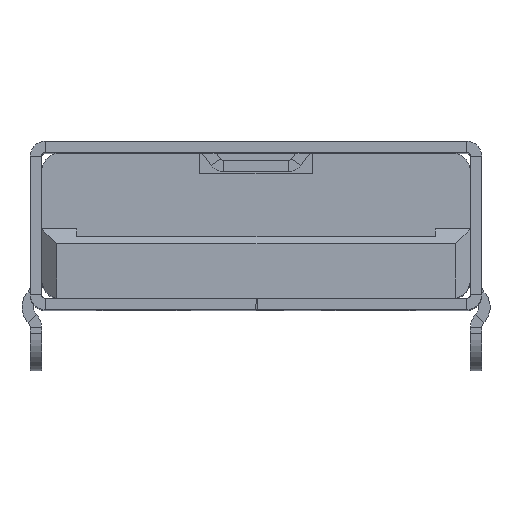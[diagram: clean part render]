
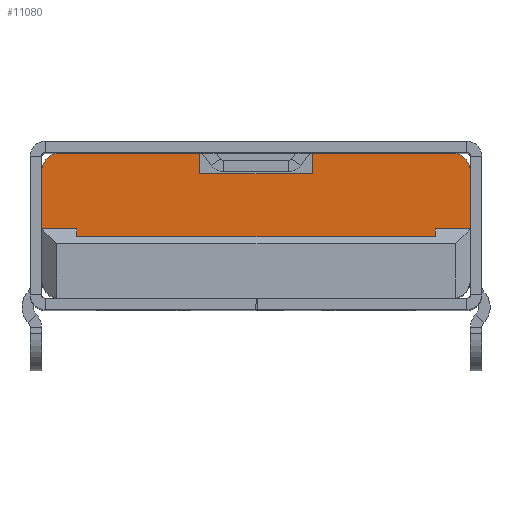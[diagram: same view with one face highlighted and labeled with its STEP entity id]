
A CAD part, top view. The second image highlights one B-rep face of the part: STEP entity #11080.
In plain terms, the highlighted planar face has unit normal (0, 0, 1).
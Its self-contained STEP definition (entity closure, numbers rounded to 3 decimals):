
#54 = DIRECTION ( 'NONE',  ( -1., 0., 0. ) ) ;
#59 = DIRECTION ( 'NONE',  ( 1., 0., 0. ) ) ;
#121 = ORIENTED_EDGE ( 'NONE', *, *, #10581, .F. ) ;
#149 = DIRECTION ( 'NONE',  ( 1., 0., 0. ) ) ;
#190 = ORIENTED_EDGE ( 'NONE', *, *, #10155, .T. ) ;
#347 = LINE ( 'NONE', #7646, #614 ) ;
#464 = PLANE ( 'NONE',  #7459 ) ;
#474 = DIRECTION ( 'NONE',  ( -1., 0., 0. ) ) ;
#512 = VECTOR ( 'NONE', #474, 1000. ) ;
#529 = VERTEX_POINT ( 'NONE', #9135 ) ;
#581 = CARTESIAN_POINT ( 'NONE',  ( 4.788, -0.09, -8.938 ) ) ;
#583 = VERTEX_POINT ( 'NONE', #581 ) ;
#614 = VECTOR ( 'NONE', #3395, 1000. ) ;
#705 = DIRECTION ( 'NONE',  ( 1., 0., 0. ) ) ;
#902 = CARTESIAN_POINT ( 'NONE',  ( 0., 1.95, -8.938 ) ) ;
#915 = VECTOR ( 'NONE', #10144, 1000. ) ;
#1011 = VERTEX_POINT ( 'NONE', #6094 ) ;
#1029 = VECTOR ( 'NONE', #8150, 1000. ) ;
#1099 = LINE ( 'NONE', #10284, #8249 ) ;
#1259 = CARTESIAN_POINT ( 'NONE',  ( -5.225, 1.95, -8.938 ) ) ;
#1279 = VECTOR ( 'NONE', #59, 1000. ) ;
#1419 = ORIENTED_EDGE ( 'NONE', *, *, #4528, .F. ) ;
#1456 = LINE ( 'NONE', #5633, #512 ) ;
#1661 = ORIENTED_EDGE ( 'NONE', *, *, #2348, .F. ) ;
#1845 = AXIS2_PLACEMENT_3D ( 'NONE', #11056, #4022, #705 ) ;
#1968 = VECTOR ( 'NONE', #8280, 1000. ) ;
#2043 = VERTEX_POINT ( 'NONE', #3028 ) ;
#2124 = DIRECTION ( 'NONE',  ( -1., 0., 0. ) ) ;
#2294 = CARTESIAN_POINT ( 'NONE',  ( 1.5, 1.95, -8.938 ) ) ;
#2348 = EDGE_CURVE ( 'NONE', #583, #8842, #5125, .T. ) ;
#2543 = DIRECTION ( 'NONE',  ( 0., -1., 0. ) ) ;
#2608 = ORIENTED_EDGE ( 'NONE', *, *, #2846, .F. ) ;
#2673 = CARTESIAN_POINT ( 'NONE',  ( 1.5, 1.4, -8.938 ) ) ;
#2846 = EDGE_CURVE ( 'NONE', #9465, #7959, #8351, .T. ) ;
#2848 = ORIENTED_EDGE ( 'NONE', *, *, #5378, .F. ) ;
#2974 = CARTESIAN_POINT ( 'NONE',  ( 4.788, -0.295, -8.938 ) ) ;
#2999 = CARTESIAN_POINT ( 'NONE',  ( 0., 1.95, -8.938 ) ) ;
#3028 = CARTESIAN_POINT ( 'NONE',  ( -5.725, -0.09, -8.938 ) ) ;
#3075 = ORIENTED_EDGE ( 'NONE', *, *, #7695, .F. ) ;
#3114 = LINE ( 'NONE', #902, #7686 ) ;
#3204 = LINE ( 'NONE', #9266, #915 ) ;
#3351 = EDGE_CURVE ( 'NONE', #2043, #9720, #4833, .T. ) ;
#3380 = VECTOR ( 'NONE', #2543, 1000. ) ;
#3395 = DIRECTION ( 'NONE',  ( 0., -1., 0. ) ) ;
#3431 = CARTESIAN_POINT ( 'NONE',  ( -4.788, -0.09, -8.938 ) ) ;
#3590 = EDGE_CURVE ( 'NONE', #9720, #1011, #3204, .T. ) ;
#3639 = CARTESIAN_POINT ( 'NONE',  ( -1.5, 1.4, -8.938 ) ) ;
#3694 = FACE_OUTER_BOUND ( 'NONE', #5191, .T. ) ;
#3755 = CARTESIAN_POINT ( 'NONE',  ( -5.725, -0.09, -8.938 ) ) ;
#4022 = DIRECTION ( 'NONE',  ( 0., 0., -1. ) ) ;
#4270 = DIRECTION ( 'NONE',  ( 0., 0., 1. ) ) ;
#4501 = LINE ( 'NONE', #6842, #1279 ) ;
#4528 = EDGE_CURVE ( 'NONE', #8842, #1011, #9942, .T. ) ;
#4538 = AXIS2_PLACEMENT_3D ( 'NONE', #11127, #4270, #54 ) ;
#4678 = ORIENTED_EDGE ( 'NONE', *, *, #9072, .T. ) ;
#4833 = LINE ( 'NONE', #3755, #8891 ) ;
#4943 = DIRECTION ( 'NONE',  ( 0., 1., 0. ) ) ;
#5125 = LINE ( 'NONE', #6901, #3380 ) ;
#5191 = EDGE_LOOP ( 'NONE', ( #2848, #5443, #8921, #4678, #190, #6373, #9102, #1419, #1661, #5569, #9175, #2608, #3075, #121 ) ) ;
#5273 = LINE ( 'NONE', #10715, #10148 ) ;
#5378 = EDGE_CURVE ( 'NONE', #10859, #10797, #4501, .T. ) ;
#5443 = ORIENTED_EDGE ( 'NONE', *, *, #6971, .T. ) ;
#5539 = CARTESIAN_POINT ( 'NONE',  ( 4.788, -0.295, -8.938 ) ) ;
#5569 = ORIENTED_EDGE ( 'NONE', *, *, #9896, .F. ) ;
#5604 = VECTOR ( 'NONE', #2124, 1000. ) ;
#5633 = CARTESIAN_POINT ( 'NONE',  ( 0., 1.95, -8.938 ) ) ;
#5940 = CARTESIAN_POINT ( 'NONE',  ( 1.5, 1.95, -8.938 ) ) ;
#6094 = CARTESIAN_POINT ( 'NONE',  ( -4.788, -0.295, -8.938 ) ) ;
#6291 = CIRCLE ( 'NONE', #4538, 0.5 ) ;
#6373 = ORIENTED_EDGE ( 'NONE', *, *, #3351, .T. ) ;
#6743 = EDGE_CURVE ( 'NONE', #7959, #10561, #5273, .T. ) ;
#6842 = CARTESIAN_POINT ( 'NONE',  ( 1.5, 1.4, -8.938 ) ) ;
#6901 = CARTESIAN_POINT ( 'NONE',  ( 4.788, -0.09, -8.938 ) ) ;
#6971 = EDGE_CURVE ( 'NONE', #10859, #529, #1099, .T. ) ;
#7317 = DIRECTION ( 'NONE',  ( 1., 0., 0. ) ) ;
#7339 = VERTEX_POINT ( 'NONE', #1259 ) ;
#7459 = AXIS2_PLACEMENT_3D ( 'NONE', #2999, #8235, #7317 ) ;
#7646 = CARTESIAN_POINT ( 'NONE',  ( -5.725, 1.95, -8.938 ) ) ;
#7686 = VECTOR ( 'NONE', #149, 1000. ) ;
#7695 = EDGE_CURVE ( 'NONE', #9634, #9465, #3114, .T. ) ;
#7959 = VERTEX_POINT ( 'NONE', #10800 ) ;
#8121 = DIRECTION ( 'NONE',  ( 0., -1., 0. ) ) ;
#8150 = DIRECTION ( 'NONE',  ( -1., 0., 0. ) ) ;
#8235 = DIRECTION ( 'NONE',  ( 0., 0., 1. ) ) ;
#8249 = VECTOR ( 'NONE', #4943, 1000. ) ;
#8280 = DIRECTION ( 'NONE',  ( 0., 1., 0. ) ) ;
#8351 = CIRCLE ( 'NONE', #1845, 0.5 ) ;
#8388 = CARTESIAN_POINT ( 'NONE',  ( 5.725, -0.09, -8.938 ) ) ;
#8842 = VERTEX_POINT ( 'NONE', #2974 ) ;
#8891 = VECTOR ( 'NONE', #8937, 1000. ) ;
#8921 = ORIENTED_EDGE ( 'NONE', *, *, #8922, .T. ) ;
#8922 = EDGE_CURVE ( 'NONE', #529, #7339, #1456, .T. ) ;
#8937 = DIRECTION ( 'NONE',  ( 1., 0., 0. ) ) ;
#8992 = LINE ( 'NONE', #9828, #5604 ) ;
#9072 = EDGE_CURVE ( 'NONE', #7339, #10113, #6291, .T. ) ;
#9102 = ORIENTED_EDGE ( 'NONE', *, *, #3590, .T. ) ;
#9135 = CARTESIAN_POINT ( 'NONE',  ( -1.5, 1.95, -8.938 ) ) ;
#9175 = ORIENTED_EDGE ( 'NONE', *, *, #6743, .F. ) ;
#9266 = CARTESIAN_POINT ( 'NONE',  ( -4.788, -0.09, -8.938 ) ) ;
#9465 = VERTEX_POINT ( 'NONE', #10016 ) ;
#9634 = VERTEX_POINT ( 'NONE', #5940 ) ;
#9720 = VERTEX_POINT ( 'NONE', #3431 ) ;
#9828 = CARTESIAN_POINT ( 'NONE',  ( 5.725, -0.09, -8.938 ) ) ;
#9896 = EDGE_CURVE ( 'NONE', #10561, #583, #8992, .T. ) ;
#9932 = LINE ( 'NONE', #2294, #1968 ) ;
#9942 = LINE ( 'NONE', #5539, #1029 ) ;
#10016 = CARTESIAN_POINT ( 'NONE',  ( 5.225, 1.95, -8.938 ) ) ;
#10113 = VERTEX_POINT ( 'NONE', #10197 ) ;
#10144 = DIRECTION ( 'NONE',  ( 0., -1., 0. ) ) ;
#10148 = VECTOR ( 'NONE', #8121, 1000. ) ;
#10155 = EDGE_CURVE ( 'NONE', #10113, #2043, #347, .T. ) ;
#10197 = CARTESIAN_POINT ( 'NONE',  ( -5.725, 1.45, -8.938 ) ) ;
#10284 = CARTESIAN_POINT ( 'NONE',  ( -1.5, 1.95, -8.938 ) ) ;
#10561 = VERTEX_POINT ( 'NONE', #8388 ) ;
#10581 = EDGE_CURVE ( 'NONE', #10797, #9634, #9932, .T. ) ;
#10715 = CARTESIAN_POINT ( 'NONE',  ( 5.725, 1.95, -8.938 ) ) ;
#10797 = VERTEX_POINT ( 'NONE', #2673 ) ;
#10800 = CARTESIAN_POINT ( 'NONE',  ( 5.725, 1.45, -8.938 ) ) ;
#10859 = VERTEX_POINT ( 'NONE', #3639 ) ;
#11056 = CARTESIAN_POINT ( 'NONE',  ( 5.225, 1.45, -8.938 ) ) ;
#11080 = ADVANCED_FACE ( 'NONE', ( #3694 ), #464, .T. ) ;
#11127 = CARTESIAN_POINT ( 'NONE',  ( -5.225, 1.45, -8.938 ) ) ;
